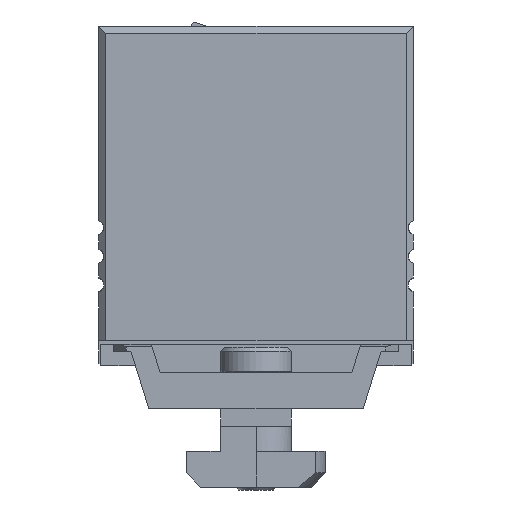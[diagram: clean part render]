
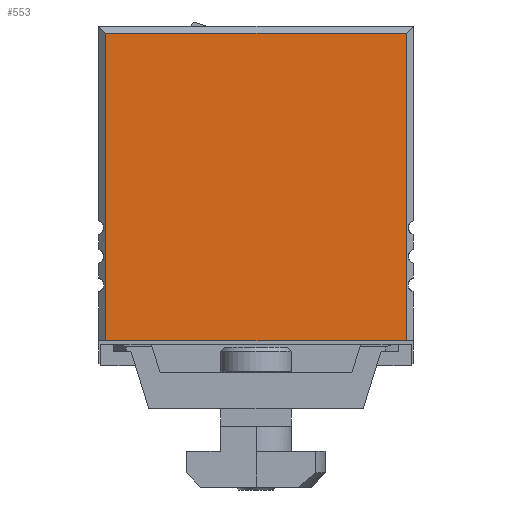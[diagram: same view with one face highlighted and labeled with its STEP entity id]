
A CAD part, left-side view. The second image highlights one B-rep face of the part: STEP entity #553.
In plain terms, the highlighted planar face has unit normal (-1, 0, 0).
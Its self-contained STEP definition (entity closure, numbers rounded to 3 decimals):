
#553=ADVANCED_FACE('',(#1363),#1364,.F.);
#1363=FACE_OUTER_BOUND('',#2464,.T.);
#1364=PLANE('',#2465);
#2464=EDGE_LOOP('',(#4074,#4075,#4076,#4077));
#2465=AXIS2_PLACEMENT_3D('',#4078,#4079,#4080);
#4074=ORIENTED_EDGE('',*,*,#7007,.F.);
#4075=ORIENTED_EDGE('',*,*,#7012,.F.);
#4076=ORIENTED_EDGE('',*,*,#6998,.F.);
#4077=ORIENTED_EDGE('',*,*,#7015,.F.);
#4078=CARTESIAN_POINT('',(-9.7,0.,22.5));
#4079=DIRECTION('',(1.0,0.0,0.0));
#4080=DIRECTION('',(0.0,1.0,-0.0));
#6998=EDGE_CURVE('',#8560,#8562,#8563,.F.);
#7007=EDGE_CURVE('',#8573,#8575,#8576,.F.);
#7012=EDGE_CURVE('',#8562,#8573,#8582,.F.);
#7015=EDGE_CURVE('',#8575,#8560,#8585,.T.);
#8560=VERTEX_POINT('',#10659);
#8562=VERTEX_POINT('',#10662);
#8563=LINE('',#10663,#10664);
#8573=VERTEX_POINT('',#10680);
#8575=VERTEX_POINT('',#10683);
#8576=LINE('',#10684,#10685);
#8582=LINE('',#10694,#10695);
#8585=LINE('',#10699,#10700);
#10659=CARTESIAN_POINT('',(-9.7,21.,0.5));
#10662=CARTESIAN_POINT('',(-9.7,21.,43.5));
#10663=CARTESIAN_POINT('',(-9.7,21.,17.));
#10664=VECTOR('',#15412,1.0);
#10680=CARTESIAN_POINT('',(-9.7,-21.,43.5));
#10683=CARTESIAN_POINT('',(-9.7,-21.,0.5));
#10684=CARTESIAN_POINT('',(-9.7,-21.,28.));
#10685=VECTOR('',#15420,1.0);
#10694=CARTESIAN_POINT('',(-9.7,5.5,43.5));
#10695=VECTOR('',#15424,1.0);
#10699=CARTESIAN_POINT('',(-9.7,-11.,0.5));
#10700=VECTOR('',#15426,1.0);
#15412=DIRECTION('',(0.0,0.,-1.0));
#15420=DIRECTION('',(0.0,0.,1.0));
#15424=DIRECTION('',(0.0,1.0,0.));
#15426=DIRECTION('',(-0.0,1.0,0.0));
